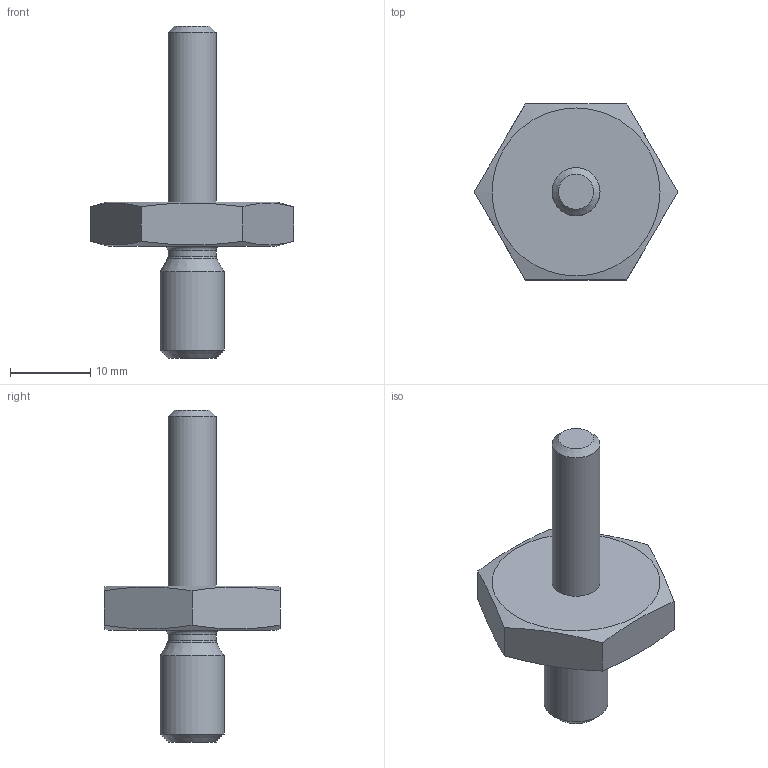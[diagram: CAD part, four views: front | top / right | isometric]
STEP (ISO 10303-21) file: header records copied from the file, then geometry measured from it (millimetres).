
FILE_DESCRIPTION(/* description */ ('Halter'),/* implementation_level */ '2;1');
FILE_NAME(/* name */ 'JR 810691.ipt_.step',/* time_stamp */ '2024-10-11T09:28:12+02:00',/* author */ ('DIHO'),/* organization */ (''),/* preprocessor_version */ 'ST-DEVELOPER v18.1',/* originating_system */ 'Autodesk Inventor 2022',/* authorisation */ '');
FILE_SCHEMA (('AUTOMOTIVE_DESIGN { 1 0 10303 214 3 1 1 }'));
Length unit declared in the file: millimetre
Products named in the file (1): JR 810691
Bounding box: 25.4 x 22 x 41.5 mm (x, y, z)
Volume: 3537.7 mm3; surface area: 1967.6 mm2
Topology: 1 solids, 1 shells, 20 faces, 46 edges, 30 vertices
Faces by surface type: plane 10, cone 5, cylinder 3, torus 2
Full cylindrical faces by diameter (mm): 6 x2, 8 x1
Entity records: 605 total; most frequent: CARTESIAN_POINT 121, DIRECTION 96, ORIENTED_EDGE 92, EDGE_CURVE 46, AXIS2_PLACEMENT_3D 41, VERTEX_POINT 30, EDGE_LOOP 22, FACE_OUTER_BOUND 20
